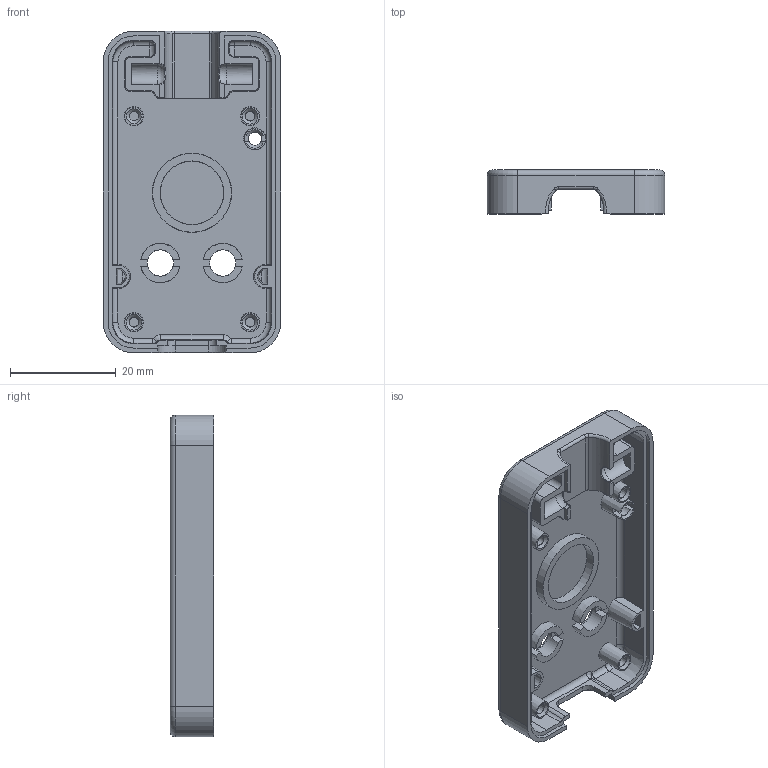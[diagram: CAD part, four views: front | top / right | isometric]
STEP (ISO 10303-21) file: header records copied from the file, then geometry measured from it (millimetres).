
FILE_DESCRIPTION(/* description */ (''),/* implementation_level */ '2;1');
FILE_NAME(/* name */ 'Top.step',/* time_stamp */ '2023-01-04T01:33:55-08:00',/* author */ (''),/* organization */ (''),/* preprocessor_version */ 'ST-DEVELOPER v19.2',/* originating_system */ 'Autodesk Translation Framework v11.17.0.187',/* authorisation */ '');
FILE_SCHEMA (('AUTOMOTIVE_DESIGN { 1 0 10303 214 3 1 1 }'));
Length unit declared in the file: millimetre
Products named in the file (1): Top 
Bounding box: 33.6 x 8.25 x 60.9 mm (x, y, z)
Volume: 5772.6 mm3; surface area: 7592.5 mm2
Topology: 1 solids, 1 shells, 261 faces, 680 edges, 438 vertices
Faces by surface type: plane 135, cylinder 63, cone 30, torus 19, bspline 8, sphere 6
Full cylindrical faces by diameter (mm): 1.8 x1, 2.5 x1, 5 x2
Entity records: 8543 total; most frequent: CARTESIAN_POINT 2006, DIRECTION 1391, ORIENTED_EDGE 1360, EDGE_CURVE 680, AXIS2_PLACEMENT_3D 511, VERTEX_POINT 438, LINE 369, VECTOR 369
